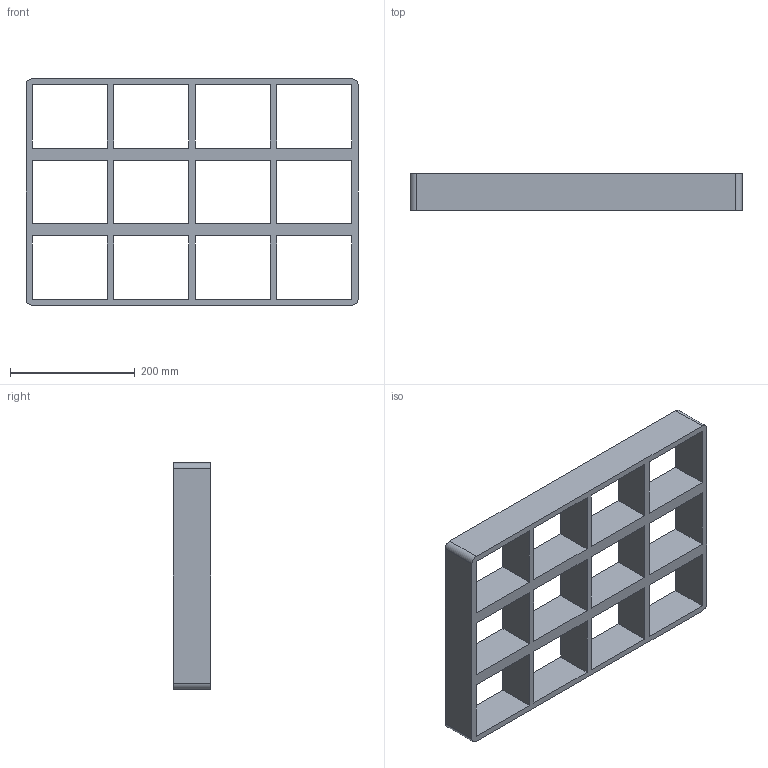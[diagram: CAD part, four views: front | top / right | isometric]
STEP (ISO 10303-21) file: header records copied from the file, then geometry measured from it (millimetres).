
FILE_DESCRIPTION((''),'2;1');
FILE_NAME('S2+2+2X4.stp','2013-06-28T13:59:55',(''),(''),'Autodesk Inventor 2013','Autodesk Inventor 2013','');
FILE_SCHEMA(('AUTOMOTIVE_DESIGN { 1 0 10303 214 1 1 1 1 }'));
Length unit declared in the file: millimetre
Products named in the file (1): roxtec S_SF_G
Bounding box: 532 x 60 x 363 mm (x, y, z)
Volume: 2819049.6 mm3; surface area: 519298.2 mm2
Topology: 1 solids, 1 shells, 58 faces, 168 edges, 112 vertices
Faces by surface type: plane 54, cylinder 4
Entity records: 1954 total; most frequent: CARTESIAN_POINT 339, ORIENTED_EDGE 336, DIRECTION 294, EDGE_CURVE 168, VECTOR 160, LINE 160, VERTEX_POINT 112, EDGE_LOOP 82
